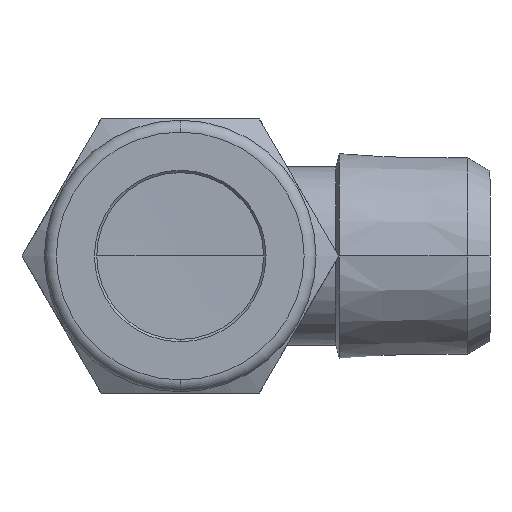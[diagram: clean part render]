
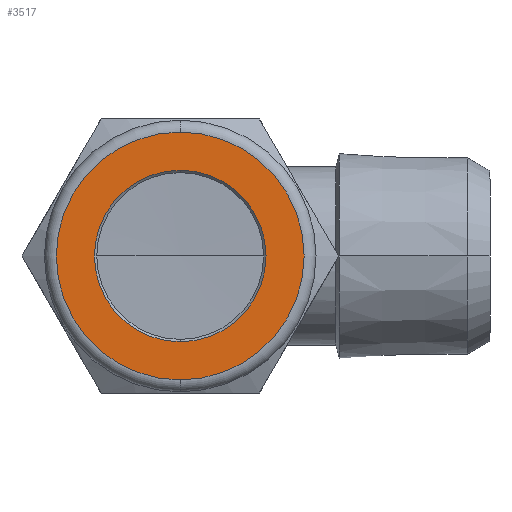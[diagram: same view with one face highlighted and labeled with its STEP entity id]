
A CAD part, left-side view. The second image highlights one B-rep face of the part: STEP entity #3517.
In plain terms, the highlighted planar face has unit normal (-1, 0, 0).
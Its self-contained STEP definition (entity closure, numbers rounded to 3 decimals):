
#274 = EDGE_LOOP ( 'NONE', ( #1374, #1375 ) ) ;
#275 = EDGE_LOOP ( 'NONE', ( #1372, #1373 ) ) ;
#459 = AXIS2_PLACEMENT_3D ( 'NONE', #1472, #1473, #1474 ) ;
#460 = AXIS2_PLACEMENT_3D ( 'NONE', #1475, #1476, #1477 ) ;
#478 = AXIS2_PLACEMENT_3D ( 'NONE', #716, #717, #718 ) ;
#482 = AXIS2_PLACEMENT_3D ( 'NONE', #3270, #3271, #3272 ) ;
#716 = CARTESIAN_POINT ( 'NONE',  ( -28.5, -4., 0. ) ) ;
#717 = DIRECTION ( 'NONE',  ( 1., 0., 0. ) ) ;
#718 = DIRECTION ( 'NONE',  ( 0., 0., -1. ) ) ;
#1066 = EDGE_CURVE ( 'NONE', #1220, #1219, #2976, .T. ) ;
#1067 = EDGE_CURVE ( 'NONE', #1208, #1207, #2978, .T. ) ;
#1115 = EDGE_CURVE ( 'NONE', #1219, #1220, #3014, .T. ) ;
#1128 = EDGE_CURVE ( 'NONE', #1207, #1208, #3027, .T. ) ;
#1207 = VERTEX_POINT ( 'NONE', #3283 ) ;
#1208 = VERTEX_POINT ( 'NONE', #3284 ) ;
#1219 = VERTEX_POINT ( 'NONE', #3295 ) ;
#1220 = VERTEX_POINT ( 'NONE', #3296 ) ;
#1372 = ORIENTED_EDGE ( 'NONE', *, *, #1128, .T. ) ;
#1373 = ORIENTED_EDGE ( 'NONE', *, *, #1067, .T. ) ;
#1374 = ORIENTED_EDGE ( 'NONE', *, *, #1115, .T. ) ;
#1375 = ORIENTED_EDGE ( 'NONE', *, *, #1066, .T. ) ;
#1430 = AXIS2_PLACEMENT_3D ( 'NONE', #1903, #1902, #1907 ) ;
#1472 = CARTESIAN_POINT ( 'NONE',  ( -28.5, -4., 0. ) ) ;
#1473 = DIRECTION ( 'NONE',  ( 1., 0., 0. ) ) ;
#1474 = DIRECTION ( 'NONE',  ( 0., 0., -1. ) ) ;
#1475 = CARTESIAN_POINT ( 'NONE',  ( -28.5, -4., 0. ) ) ;
#1476 = DIRECTION ( 'NONE',  ( -1., 0., 0. ) ) ;
#1477 = DIRECTION ( 'NONE',  ( 0., 0., 1. ) ) ;
#1902 = DIRECTION ( 'NONE',  ( -1., 0., 0. ) ) ;
#1903 = CARTESIAN_POINT ( 'NONE',  ( -28.5, 7.4, 0. ) ) ;
#1905 = PLANE ( 'NONE',  #1430 ) ;
#1907 = DIRECTION ( 'NONE',  ( 0., 0., 1. ) ) ;
#2115 = FACE_OUTER_BOUND ( 'NONE', #275, .T. ) ;
#2116 = FACE_BOUND ( 'NONE', #274, .T. ) ;
#2976 = CIRCLE ( 'NONE', #459, 7.2 ) ;
#2978 = CIRCLE ( 'NONE', #460, 10.4 ) ;
#3014 = CIRCLE ( 'NONE', #478, 7.2 ) ;
#3027 = CIRCLE ( 'NONE', #482, 10.4 ) ;
#3270 = CARTESIAN_POINT ( 'NONE',  ( -28.5, -4., 0. ) ) ;
#3271 = DIRECTION ( 'NONE',  ( -1., 0., 0. ) ) ;
#3272 = DIRECTION ( 'NONE',  ( 0., 0., 1. ) ) ;
#3283 = CARTESIAN_POINT ( 'NONE',  ( -28.5, -4., 10.4 ) ) ;
#3284 = CARTESIAN_POINT ( 'NONE',  ( -28.5, -4., -10.4 ) ) ;
#3295 = CARTESIAN_POINT ( 'NONE',  ( -28.5, -4., 7.2 ) ) ;
#3296 = CARTESIAN_POINT ( 'NONE',  ( -28.5, -4., -7.2 ) ) ;
#3517 = ADVANCED_FACE ( 'NONE', ( #2115, #2116 ), #1905, .T. ) ;
